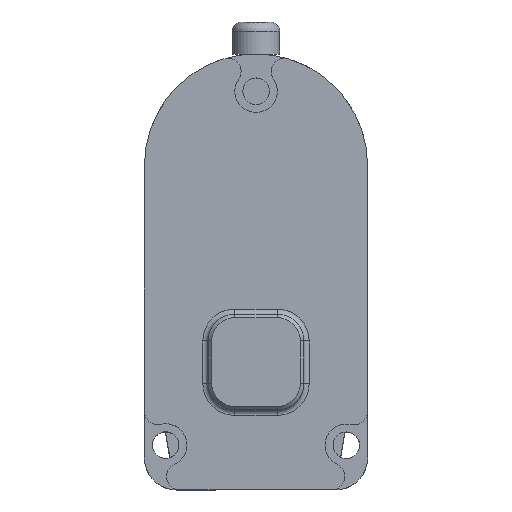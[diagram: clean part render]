
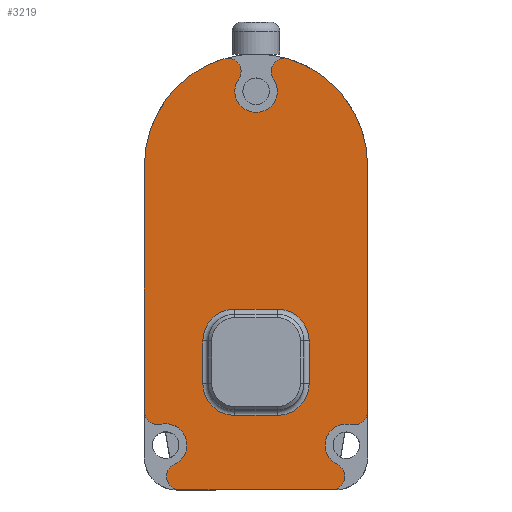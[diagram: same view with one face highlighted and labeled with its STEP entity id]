
A CAD part, top view. The second image highlights one B-rep face of the part: STEP entity #3219.
In plain terms, the highlighted planar face has unit normal (0, 0, 1).
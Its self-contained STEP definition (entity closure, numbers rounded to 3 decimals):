
#203=FACE_BOUND('',#486,.T.);
#292=FACE_OUTER_BOUND('',#485,.T.);
#485=EDGE_LOOP('',(#2214,#2215,#2216,#2217,#2218,#2219,#2220,#2221,#2222,
#2223,#2224,#2225,#2226,#2227));
#486=EDGE_LOOP('',(#2228,#2229,#2230,#2231,#2232,#2233,#2234,#2235));
#682=LINE('',#4803,#913);
#683=LINE('',#4814,#914);
#685=LINE('',#4826,#916);
#687=LINE('',#4838,#918);
#696=LINE('',#4872,#927);
#697=LINE('',#4880,#928);
#698=LINE('',#4891,#929);
#913=VECTOR('',#3834,10.);
#914=VECTOR('',#3847,10.);
#916=VECTOR('',#3861,10.);
#918=VECTOR('',#3875,10.);
#927=VECTOR('',#3912,10.);
#928=VECTOR('',#3919,10.);
#929=VECTOR('',#3930,10.);
#1141=CIRCLE('',#3424,6.);
#1145=CIRCLE('',#3430,6.);
#1149=CIRCLE('',#3436,6.);
#1152=CIRCLE('',#3441,6.);
#1157=CIRCLE('',#3451,2.5);
#1158=CIRCLE('',#3452,4.);
#1159=CIRCLE('',#3453,2.5);
#1160=CIRCLE('',#3454,2.5);
#1161=CIRCLE('',#3455,4.);
#1162=CIRCLE('',#3456,2.5);
#1163=CIRCLE('',#3457,21.);
#1164=CIRCLE('',#3458,2.5);
#1165=CIRCLE('',#3459,4.);
#1166=CIRCLE('',#3460,2.5);
#1167=CIRCLE('',#3461,21.);
#1321=VERTEX_POINT('',#4796);
#1324=VERTEX_POINT('',#4801);
#1326=VERTEX_POINT('',#4806);
#1328=VERTEX_POINT('',#4812);
#1330=VERTEX_POINT('',#4818);
#1332=VERTEX_POINT('',#4824);
#1334=VERTEX_POINT('',#4830);
#1336=VERTEX_POINT('',#4836);
#1343=VERTEX_POINT('',#4864);
#1344=VERTEX_POINT('',#4865);
#1345=VERTEX_POINT('',#4867);
#1346=VERTEX_POINT('',#4869);
#1347=VERTEX_POINT('',#4871);
#1348=VERTEX_POINT('',#4873);
#1349=VERTEX_POINT('',#4875);
#1350=VERTEX_POINT('',#4877);
#1351=VERTEX_POINT('',#4879);
#1352=VERTEX_POINT('',#4881);
#1353=VERTEX_POINT('',#4883);
#1354=VERTEX_POINT('',#4885);
#1355=VERTEX_POINT('',#4887);
#1356=VERTEX_POINT('',#4889);
#1656=EDGE_CURVE('',#1324,#1321,#682,.T.);
#1658=EDGE_CURVE('',#1326,#1324,#1141,.T.);
#1661=EDGE_CURVE('',#1328,#1326,#683,.T.);
#1664=EDGE_CURVE('',#1330,#1328,#1145,.T.);
#1667=EDGE_CURVE('',#1332,#1330,#685,.T.);
#1670=EDGE_CURVE('',#1334,#1332,#1149,.T.);
#1673=EDGE_CURVE('',#1336,#1334,#687,.T.);
#1675=EDGE_CURVE('',#1321,#1336,#1152,.T.);
#1687=EDGE_CURVE('',#1343,#1344,#1157,.T.);
#1688=EDGE_CURVE('',#1344,#1345,#1158,.T.);
#1689=EDGE_CURVE('',#1345,#1346,#1159,.T.);
#1690=EDGE_CURVE('',#1347,#1346,#696,.T.);
#1691=EDGE_CURVE('',#1347,#1348,#1160,.T.);
#1692=EDGE_CURVE('',#1348,#1349,#1161,.T.);
#1693=EDGE_CURVE('',#1349,#1350,#1162,.T.);
#1694=EDGE_CURVE('',#1351,#1350,#697,.T.);
#1695=EDGE_CURVE('',#1351,#1352,#1163,.T.);
#1696=EDGE_CURVE('',#1352,#1353,#1164,.T.);
#1697=EDGE_CURVE('',#1353,#1354,#1165,.T.);
#1698=EDGE_CURVE('',#1354,#1355,#1166,.T.);
#1699=EDGE_CURVE('',#1355,#1356,#1167,.T.);
#1700=EDGE_CURVE('',#1343,#1356,#698,.T.);
#2214=ORIENTED_EDGE('',*,*,#1687,.T.);
#2215=ORIENTED_EDGE('',*,*,#1688,.T.);
#2216=ORIENTED_EDGE('',*,*,#1689,.T.);
#2217=ORIENTED_EDGE('',*,*,#1690,.F.);
#2218=ORIENTED_EDGE('',*,*,#1691,.T.);
#2219=ORIENTED_EDGE('',*,*,#1692,.T.);
#2220=ORIENTED_EDGE('',*,*,#1693,.T.);
#2221=ORIENTED_EDGE('',*,*,#1694,.F.);
#2222=ORIENTED_EDGE('',*,*,#1695,.T.);
#2223=ORIENTED_EDGE('',*,*,#1696,.T.);
#2224=ORIENTED_EDGE('',*,*,#1697,.T.);
#2225=ORIENTED_EDGE('',*,*,#1698,.T.);
#2226=ORIENTED_EDGE('',*,*,#1699,.T.);
#2227=ORIENTED_EDGE('',*,*,#1700,.F.);
#2228=ORIENTED_EDGE('',*,*,#1656,.F.);
#2229=ORIENTED_EDGE('',*,*,#1658,.F.);
#2230=ORIENTED_EDGE('',*,*,#1661,.F.);
#2231=ORIENTED_EDGE('',*,*,#1664,.F.);
#2232=ORIENTED_EDGE('',*,*,#1667,.F.);
#2233=ORIENTED_EDGE('',*,*,#1670,.F.);
#2234=ORIENTED_EDGE('',*,*,#1673,.F.);
#2235=ORIENTED_EDGE('',*,*,#1675,.F.);
#3121=PLANE('',#3450);
#3219=ADVANCED_FACE('',(#292,#203),#3121,.T.);
#3424=AXIS2_PLACEMENT_3D('',#4808,#3839,#3840);
#3430=AXIS2_PLACEMENT_3D('',#4820,#3853,#3854);
#3436=AXIS2_PLACEMENT_3D('',#4832,#3867,#3868);
#3441=AXIS2_PLACEMENT_3D('',#4841,#3879,#3880);
#3450=AXIS2_PLACEMENT_3D('',#4863,#3904,#3905);
#3451=AXIS2_PLACEMENT_3D('',#4866,#3906,#3907);
#3452=AXIS2_PLACEMENT_3D('',#4868,#3908,#3909);
#3453=AXIS2_PLACEMENT_3D('',#4870,#3910,#3911);
#3454=AXIS2_PLACEMENT_3D('',#4874,#3913,#3914);
#3455=AXIS2_PLACEMENT_3D('',#4876,#3915,#3916);
#3456=AXIS2_PLACEMENT_3D('',#4878,#3917,#3918);
#3457=AXIS2_PLACEMENT_3D('',#4882,#3920,#3921);
#3458=AXIS2_PLACEMENT_3D('',#4884,#3922,#3923);
#3459=AXIS2_PLACEMENT_3D('',#4886,#3924,#3925);
#3460=AXIS2_PLACEMENT_3D('',#4888,#3926,#3927);
#3461=AXIS2_PLACEMENT_3D('',#4890,#3928,#3929);
#3834=DIRECTION('',(0.,1.,0.));
#3839=DIRECTION('center_axis',(0.,0.,1.));
#3840=DIRECTION('ref_axis',(0.707,-0.707,0.));
#3847=DIRECTION('',(1.,0.,0.));
#3853=DIRECTION('center_axis',(0.,0.,1.));
#3854=DIRECTION('ref_axis',(-0.707,-0.707,0.));
#3861=DIRECTION('',(0.,-1.,0.));
#3867=DIRECTION('center_axis',(0.,0.,1.));
#3868=DIRECTION('ref_axis',(-0.707,0.707,0.));
#3875=DIRECTION('',(-1.,0.,0.));
#3879=DIRECTION('center_axis',(0.,0.,1.));
#3880=DIRECTION('ref_axis',(0.707,0.707,0.));
#3904=DIRECTION('center_axis',(0.,0.,1.));
#3905=DIRECTION('ref_axis',(1.,0.,0.));
#3906=DIRECTION('center_axis',(0.,0.,1.));
#3907=DIRECTION('ref_axis',(-1.,0.,0.));
#3908=DIRECTION('center_axis',(0.,0.,-1.));
#3909=DIRECTION('ref_axis',(0.411,-0.912,0.));
#3910=DIRECTION('center_axis',(0.,0.,1.));
#3911=DIRECTION('ref_axis',(-0.411,0.912,0.));
#3912=DIRECTION('',(-1.,0.,0.));
#3913=DIRECTION('center_axis',(0.,0.,1.));
#3914=DIRECTION('ref_axis',(0.,-1.,0.));
#3915=DIRECTION('center_axis',(0.,0.,-1.));
#3916=DIRECTION('ref_axis',(0.231,0.973,0.));
#3917=DIRECTION('center_axis',(0.,0.,1.));
#3918=DIRECTION('ref_axis',(-0.231,-0.973,0.));
#3919=DIRECTION('',(0.,-1.,0.));
#3920=DIRECTION('center_axis',(0.,0.,1.));
#3921=DIRECTION('ref_axis',(1.,0.,0.));
#3922=DIRECTION('center_axis',(0.,0.,1.));
#3923=DIRECTION('ref_axis',(0.29,0.957,0.));
#3924=DIRECTION('center_axis',(0.,0.,-1.));
#3925=DIRECTION('ref_axis',(-0.82,0.572,0.));
#3926=DIRECTION('center_axis',(0.,0.,1.));
#3927=DIRECTION('ref_axis',(0.82,-0.572,0.));
#3928=DIRECTION('center_axis',(0.,0.,1.));
#3929=DIRECTION('ref_axis',(1.,0.,0.));
#3930=DIRECTION('',(0.,1.,0.));
#4796=CARTESIAN_POINT('',(10.,-13.,0.));
#4801=CARTESIAN_POINT('',(10.,-21.,0.));
#4803=CARTESIAN_POINT('',(10.,-10.5,0.));
#4806=CARTESIAN_POINT('',(4.,-27.,0.));
#4808=CARTESIAN_POINT('Origin',(4.,-21.,0.));
#4812=CARTESIAN_POINT('',(-4.,-27.,0.));
#4814=CARTESIAN_POINT('',(-2.,-27.,0.));
#4818=CARTESIAN_POINT('',(-10.,-21.,0.));
#4820=CARTESIAN_POINT('Origin',(-4.,-21.,0.));
#4824=CARTESIAN_POINT('',(-10.,-13.,0.));
#4826=CARTESIAN_POINT('',(-10.,-6.5,0.));
#4830=CARTESIAN_POINT('',(-4.,-7.,0.));
#4832=CARTESIAN_POINT('Origin',(-4.,-13.,0.));
#4836=CARTESIAN_POINT('',(4.,-7.,0.));
#4838=CARTESIAN_POINT('',(2.,-7.,0.));
#4841=CARTESIAN_POINT('Origin',(4.,-13.,0.));
#4863=CARTESIAN_POINT('Origin',(0.,0.,0.));
#4864=CARTESIAN_POINT('',(-21.,-26.25,0.));
#4865=CARTESIAN_POINT('',(-17.923,-28.682,0.));
#4866=CARTESIAN_POINT('Origin',(-18.5,-26.25,0.));
#4867=CARTESIAN_POINT('',(-15.356,-36.221,0.));
#4868=CARTESIAN_POINT('Origin',(-17.,-32.574,0.));
#4869=CARTESIAN_POINT('',(-14.329,-41.,0.));
#4870=CARTESIAN_POINT('Origin',(-14.329,-38.5,0.));
#4871=CARTESIAN_POINT('',(14.233,-41.,0.));
#4872=CARTESIAN_POINT('',(15.,-41.,0.));
#4873=CARTESIAN_POINT('',(15.297,-36.238,0.));
#4874=CARTESIAN_POINT('Origin',(14.233,-38.5,0.));
#4875=CARTESIAN_POINT('',(17.923,-28.726,0.));
#4876=CARTESIAN_POINT('Origin',(17.,-32.618,0.));
#4877=CARTESIAN_POINT('',(21.,-26.294,0.));
#4878=CARTESIAN_POINT('Origin',(18.5,-26.294,0.));
#4879=CARTESIAN_POINT('',(21.,20.,0.));
#4880=CARTESIAN_POINT('',(21.,20.,0.));
#4881=CARTESIAN_POINT('',(6.081,40.1,0.));
#4882=CARTESIAN_POINT('Origin',(0.,20.,0.));
#4883=CARTESIAN_POINT('',(3.304,36.281,0.));
#4884=CARTESIAN_POINT('Origin',(5.357,37.707,0.));
#4885=CARTESIAN_POINT('',(-3.262,36.29,0.));
#4886=CARTESIAN_POINT('Origin',(0.018,34.,0.));
#4887=CARTESIAN_POINT('',(-6.029,40.116,0.));
#4888=CARTESIAN_POINT('Origin',(-5.311,37.721,0.));
#4889=CARTESIAN_POINT('',(-21.,20.,0.));
#4890=CARTESIAN_POINT('Origin',(0.,20.,0.));
#4891=CARTESIAN_POINT('',(-21.,-35.,0.));
